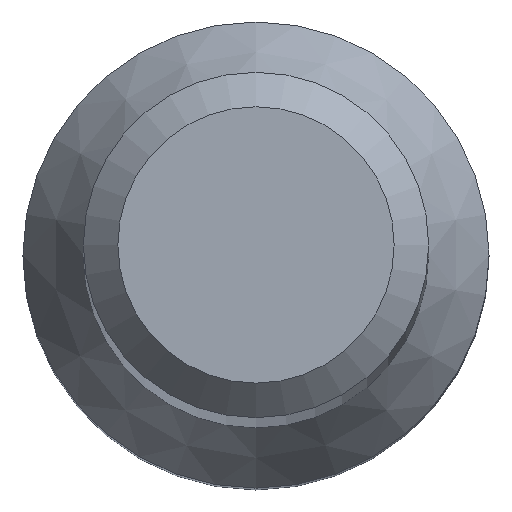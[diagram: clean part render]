
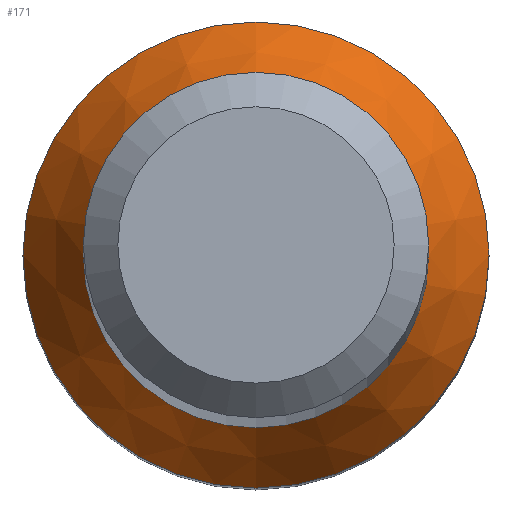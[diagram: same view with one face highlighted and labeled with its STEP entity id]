
A CAD part, top view. The second image highlights one B-rep face of the part: STEP entity #171.
In plain terms, the highlighted conical face has half-angle 30 degrees and reference radius 2.699 mm.
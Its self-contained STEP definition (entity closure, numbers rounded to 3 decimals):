
#10 = ORIENTED_EDGE ( 'NONE', *, *, #46, .T. ) ;
#16 = AXIS2_PLACEMENT_3D ( 'NONE', #56, #94, #202 ) ;
#18 = AXIS2_PLACEMENT_3D ( 'NONE', #75, #146, #226 ) ;
#19 = DIRECTION ( 'NONE',  ( 0., 1., 0. ) ) ;
#36 = CIRCLE ( 'NONE', #16, 2. ) ;
#46 = EDGE_CURVE ( 'NONE', #211, #211, #36, .T. ) ;
#56 = CARTESIAN_POINT ( 'NONE',  ( 0., 0., 13.992 ) ) ;
#65 = EDGE_LOOP ( 'NONE', ( #10 ) ) ;
#75 = CARTESIAN_POINT ( 'NONE',  ( 0., 0., 12.781 ) ) ;
#78 = CIRCLE ( 'NONE', #148, 2.699 ) ;
#81 = CARTESIAN_POINT ( 'NONE',  ( 0., 2., 13.992 ) ) ;
#94 = DIRECTION ( 'NONE',  ( 0., 0., -1. ) ) ;
#107 = ORIENTED_EDGE ( 'NONE', *, *, #119, .F. ) ;
#117 = CARTESIAN_POINT ( 'NONE',  ( 0., 2.699, 12.781 ) ) ;
#119 = EDGE_CURVE ( 'NONE', #136, #136, #78, .T. ) ;
#125 = CARTESIAN_POINT ( 'NONE',  ( 0., 0., 12.781 ) ) ;
#128 = FACE_BOUND ( 'NONE', #65, .T. ) ;
#136 = VERTEX_POINT ( 'NONE', #117 ) ;
#137 = CONICAL_SURFACE ( 'NONE', #18, 2.699, 0.524 ) ;
#146 = DIRECTION ( 'NONE',  ( 0., 0., -1. ) ) ;
#148 = AXIS2_PLACEMENT_3D ( 'NONE', #125, #221, #19 ) ;
#154 = EDGE_LOOP ( 'NONE', ( #107 ) ) ;
#171 = ADVANCED_FACE ( 'NONE', ( #128, #242 ), #137, .T. ) ;
#202 = DIRECTION ( 'NONE',  ( 0., 1., 0. ) ) ;
#211 = VERTEX_POINT ( 'NONE', #81 ) ;
#221 = DIRECTION ( 'NONE',  ( 0., 0., -1. ) ) ;
#226 = DIRECTION ( 'NONE',  ( 0., 1., 0. ) ) ;
#242 = FACE_OUTER_BOUND ( 'NONE', #154, .T. ) ;
